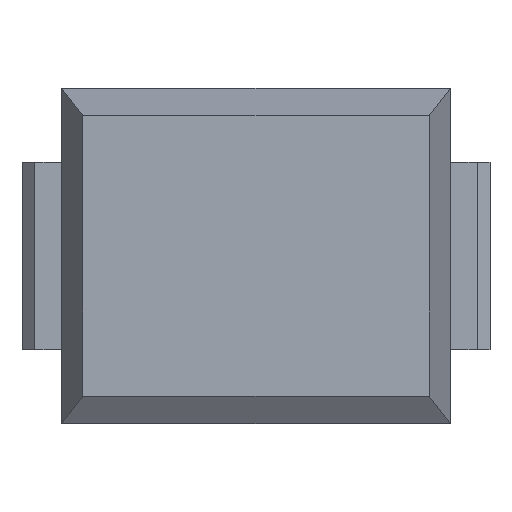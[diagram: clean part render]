
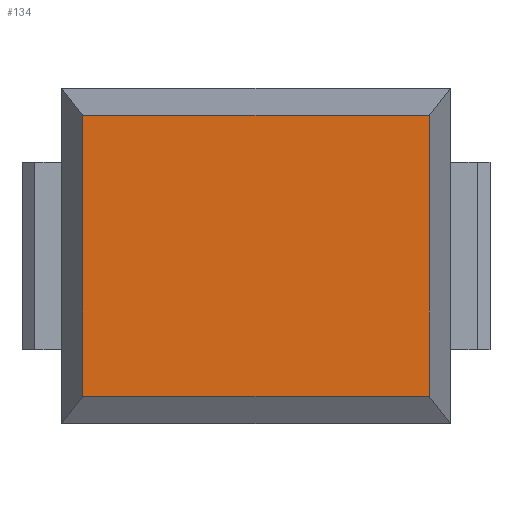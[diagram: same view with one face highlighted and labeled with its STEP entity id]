
A CAD part, top view. The second image highlights one B-rep face of the part: STEP entity #134.
In plain terms, the highlighted planar face has unit normal (0, 0, 1).
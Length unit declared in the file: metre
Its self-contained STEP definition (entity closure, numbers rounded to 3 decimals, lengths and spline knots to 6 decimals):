
#134 = ADVANCED_FACE( '', ( #266 ), #267, .T. );
#266 = FACE_OUTER_BOUND( '', #397, .T. );
#267 = PLANE( '', #398 );
#397 = EDGE_LOOP( '', ( #685, #686, #687, #688 ) );
#398 = AXIS2_PLACEMENT_3D( '', #689, #690, #691 );
#685 = ORIENTED_EDGE( '', *, *, #854, .T. );
#686 = ORIENTED_EDGE( '', *, *, #844, .T. );
#687 = ORIENTED_EDGE( '', *, *, #820, .T. );
#688 = ORIENTED_EDGE( '', *, *, #780, .T. );
#689 = CARTESIAN_POINT( '', ( 0., 0., 0.00244 ) );
#690 = DIRECTION( '', ( 0., 0., 1. ) );
#691 = DIRECTION( '', ( 1., 0., 0. ) );
#780 = EDGE_CURVE( '', #928, #932, #934, .T. );
#820 = EDGE_CURVE( '', #996, #928, #997, .T. );
#844 = EDGE_CURVE( '', #1025, #996, #1026, .T. );
#854 = EDGE_CURVE( '', #932, #1025, #1036, .T. );
#928 = VERTEX_POINT( '', #1135 );
#932 = VERTEX_POINT( '', #1141 );
#934 = LINE( '', #1144, #1145 );
#996 = VERTEX_POINT( '', #1237 );
#997 = LINE( '', #1238, #1239 );
#1025 = VERTEX_POINT( '', #1282 );
#1026 = LINE( '', #1283, #1284 );
#1036 = LINE( '', #1300, #1301 );
#1135 = CARTESIAN_POINT( '', ( 0.002035, 0.00165, 0.00244 ) );
#1141 = CARTESIAN_POINT( '', ( -0.002035, 0.00165, 0.00244 ) );
#1144 = CARTESIAN_POINT( '', ( -0.002035, 0.00165, 0.00244 ) );
#1145 = VECTOR( '', #1352, 1. );
#1237 = CARTESIAN_POINT( '', ( 0.002035, -0.00165, 0.00244 ) );
#1238 = CARTESIAN_POINT( '', ( 0.002035, 0., 0.00244 ) );
#1239 = VECTOR( '', #1383, 1. );
#1282 = CARTESIAN_POINT( '', ( -0.002035, -0.00165, 0.00244 ) );
#1283 = CARTESIAN_POINT( '', ( 0., -0.00165, 0.00244 ) );
#1284 = VECTOR( '', #1399, 1. );
#1300 = CARTESIAN_POINT( '', ( -0.002035, -0.00197, 0.00244 ) );
#1301 = VECTOR( '', #1406, 1. );
#1352 = DIRECTION( '', ( -1., 0., 0. ) );
#1383 = DIRECTION( '', ( 0., 1., 0. ) );
#1399 = DIRECTION( '', ( 1., 0., 0. ) );
#1406 = DIRECTION( '', ( 0., -1., 0. ) );
